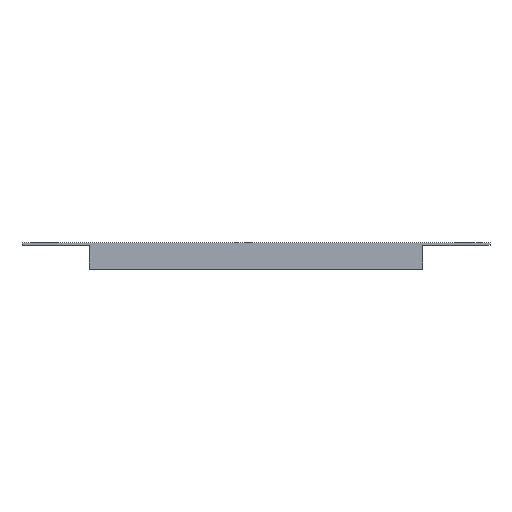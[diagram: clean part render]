
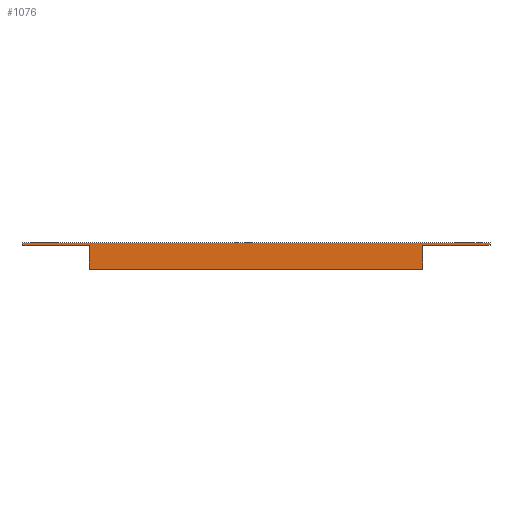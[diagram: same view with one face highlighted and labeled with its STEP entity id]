
A CAD part, front view. The second image highlights one B-rep face of the part: STEP entity #1076.
In plain terms, the highlighted planar face has unit normal (0, -1, 0).
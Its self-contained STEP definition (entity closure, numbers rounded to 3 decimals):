
#3 = VECTOR ( 'NONE', #1059, 1000. ) ;
#13 = LINE ( 'NONE', #1055, #32 ) ;
#25 = VERTEX_POINT ( 'NONE', #467 ) ;
#32 = VECTOR ( 'NONE', #1034, 1000. ) ;
#58 = DIRECTION ( 'NONE',  ( 1., 0., 0. ) ) ;
#61 = EDGE_CURVE ( 'NONE', #536, #811, #871, .T. ) ;
#137 = VERTEX_POINT ( 'NONE', #796 ) ;
#175 = LINE ( 'NONE', #881, #943 ) ;
#211 = LINE ( 'NONE', #1063, #3 ) ;
#213 = CARTESIAN_POINT ( 'NONE',  ( 132.5, -125., 1.5 ) ) ;
#256 = CARTESIAN_POINT ( 'NONE',  ( -132.5, -125., 1.5 ) ) ;
#260 = DIRECTION ( 'NONE',  ( 0., 0., -1. ) ) ;
#283 = VECTOR ( 'NONE', #830, 1000. ) ;
#298 = VERTEX_POINT ( 'NONE', #344 ) ;
#318 = EDGE_CURVE ( 'NONE', #476, #536, #904, .T. ) ;
#339 = VECTOR ( 'NONE', #260, 1000. ) ;
#344 = CARTESIAN_POINT ( 'NONE',  ( 94.5, -125., 0. ) ) ;
#381 = VERTEX_POINT ( 'NONE', #1141 ) ;
#467 = CARTESIAN_POINT ( 'NONE',  ( -132.5, -125., 0. ) ) ;
#471 = ORIENTED_EDGE ( 'NONE', *, *, #655, .F. ) ;
#476 = VERTEX_POINT ( 'NONE', #1080 ) ;
#478 = ORIENTED_EDGE ( 'NONE', *, *, #487, .F. ) ;
#487 = EDGE_CURVE ( 'NONE', #381, #620, #211, .T. ) ;
#494 = EDGE_LOOP ( 'NONE', ( #740, #471, #478, #776, #987, #1145, #530, #809 ) ) ;
#497 = EDGE_CURVE ( 'NONE', #298, #811, #13, .T. ) ;
#511 = DIRECTION ( 'NONE',  ( -1., 0., 0. ) ) ;
#514 = DIRECTION ( 'NONE',  ( 0., 1., 0. ) ) ;
#523 = PLANE ( 'NONE',  #676 ) ;
#530 = ORIENTED_EDGE ( 'NONE', *, *, #318, .F. ) ;
#536 = VERTEX_POINT ( 'NONE', #1017 ) ;
#553 = CARTESIAN_POINT ( 'NONE',  ( -132.5, -125., 1.5 ) ) ;
#570 = LINE ( 'NONE', #892, #942 ) ;
#620 = VERTEX_POINT ( 'NONE', #900 ) ;
#650 = CARTESIAN_POINT ( 'NONE',  ( 132.5, -125., 0. ) ) ;
#655 = EDGE_CURVE ( 'NONE', #620, #137, #175, .T. ) ;
#660 = EDGE_CURVE ( 'NONE', #381, #298, #570, .T. ) ;
#676 = AXIS2_PLACEMENT_3D ( 'NONE', #553, #514, #511 ) ;
#687 = EDGE_CURVE ( 'NONE', #25, #137, #1069, .T. ) ;
#697 = FACE_OUTER_BOUND ( 'NONE', #494, .T. ) ;
#719 = EDGE_CURVE ( 'NONE', #476, #25, #1061, .T. ) ;
#724 = DIRECTION ( 'NONE',  ( 0., 0., -1. ) ) ;
#736 = CARTESIAN_POINT ( 'NONE',  ( -132.5, -125., 1.5 ) ) ;
#740 = ORIENTED_EDGE ( 'NONE', *, *, #687, .T. ) ;
#776 = ORIENTED_EDGE ( 'NONE', *, *, #660, .T. ) ;
#796 = CARTESIAN_POINT ( 'NONE',  ( -94.5, -125., 0. ) ) ;
#809 = ORIENTED_EDGE ( 'NONE', *, *, #719, .T. ) ;
#811 = VERTEX_POINT ( 'NONE', #650 ) ;
#830 = DIRECTION ( 'NONE',  ( 1., 0., 0. ) ) ;
#832 = CARTESIAN_POINT ( 'NONE',  ( -132.5, -125., 0. ) ) ;
#869 = DIRECTION ( 'NONE',  ( 0., 0., 1. ) ) ;
#871 = LINE ( 'NONE', #213, #339 ) ;
#874 = DIRECTION ( 'NONE',  ( 0., 0., 1. ) ) ;
#881 = CARTESIAN_POINT ( 'NONE',  ( -94.5, -125., -13.5 ) ) ;
#892 = CARTESIAN_POINT ( 'NONE',  ( 94.5, -125., -13.5 ) ) ;
#900 = CARTESIAN_POINT ( 'NONE',  ( -94.5, -125., -13.5 ) ) ;
#904 = LINE ( 'NONE', #256, #1049 ) ;
#942 = VECTOR ( 'NONE', #869, 1000. ) ;
#943 = VECTOR ( 'NONE', #874, 1000. ) ;
#981 = VECTOR ( 'NONE', #724, 1000. ) ;
#987 = ORIENTED_EDGE ( 'NONE', *, *, #497, .T. ) ;
#1017 = CARTESIAN_POINT ( 'NONE',  ( 132.5, -125., 1.5 ) ) ;
#1034 = DIRECTION ( 'NONE',  ( 1., 0., 0. ) ) ;
#1049 = VECTOR ( 'NONE', #58, 1000. ) ;
#1055 = CARTESIAN_POINT ( 'NONE',  ( -132.5, -125., 0. ) ) ;
#1059 = DIRECTION ( 'NONE',  ( -1., 0., 0. ) ) ;
#1061 = LINE ( 'NONE', #736, #981 ) ;
#1063 = CARTESIAN_POINT ( 'NONE',  ( 94.5, -125., -13.5 ) ) ;
#1069 = LINE ( 'NONE', #832, #283 ) ;
#1076 = ADVANCED_FACE ( 'NONE', ( #697 ), #523, .F. ) ;
#1080 = CARTESIAN_POINT ( 'NONE',  ( -132.5, -125., 1.5 ) ) ;
#1141 = CARTESIAN_POINT ( 'NONE',  ( 94.5, -125., -13.5 ) ) ;
#1145 = ORIENTED_EDGE ( 'NONE', *, *, #61, .F. ) ;
